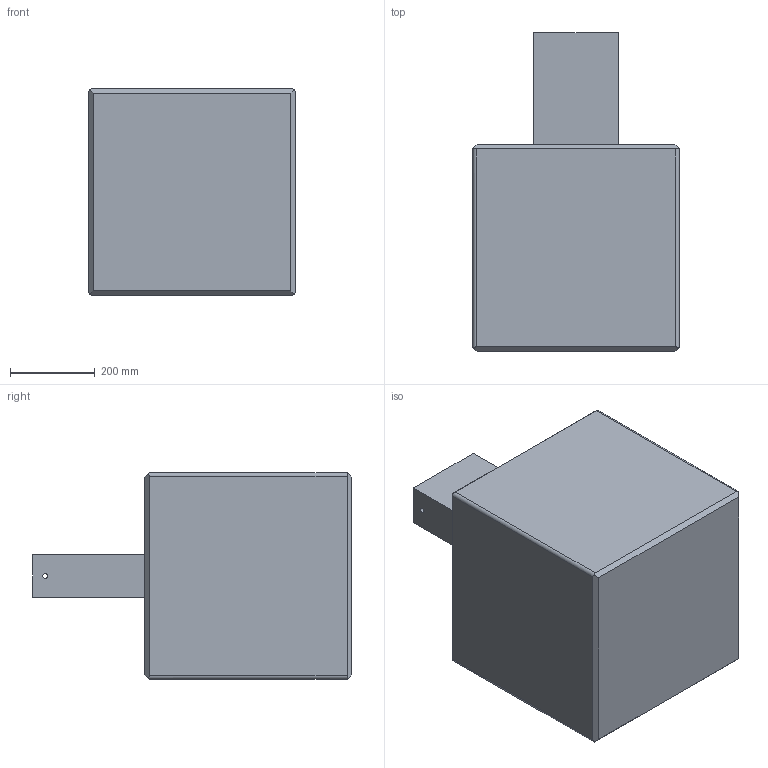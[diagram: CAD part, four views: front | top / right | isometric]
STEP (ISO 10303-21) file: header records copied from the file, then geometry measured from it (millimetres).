
FILE_DESCRIPTION (( 'STEP AP203' ), '1' );
FILE_NAME ('mass_Varsayilan_sldprt.STEP', '2018-12-13T22:27:05', ( '' ), ( '' ), 'SwSTEP 2.0', 'SolidWorks 2016', '' );
FILE_SCHEMA (( 'CONFIG_CONTROL_DESIGN' ));
Length unit declared in the file: millimetre
Products named in the file (1): mass_Varsayilan_sldprt
Bounding box: 486.83 x 751.84 x 486.83 mm (x, y, z)
Volume: 117182073.1 mm3; surface area: 1703157.1 mm2
Topology: 1 solids, 1 shells, 33 faces, 84 edges, 56 vertices
Faces by surface type: plane 25, cylinder 8
Entity records: 1067 total; most frequent: CARTESIAN_POINT 222, ORIENTED_EDGE 168, DIRECTION 144, EDGE_CURVE 84, VECTOR 60, LINE 60, VERTEX_POINT 56, AXIS2_PLACEMENT_3D 42
